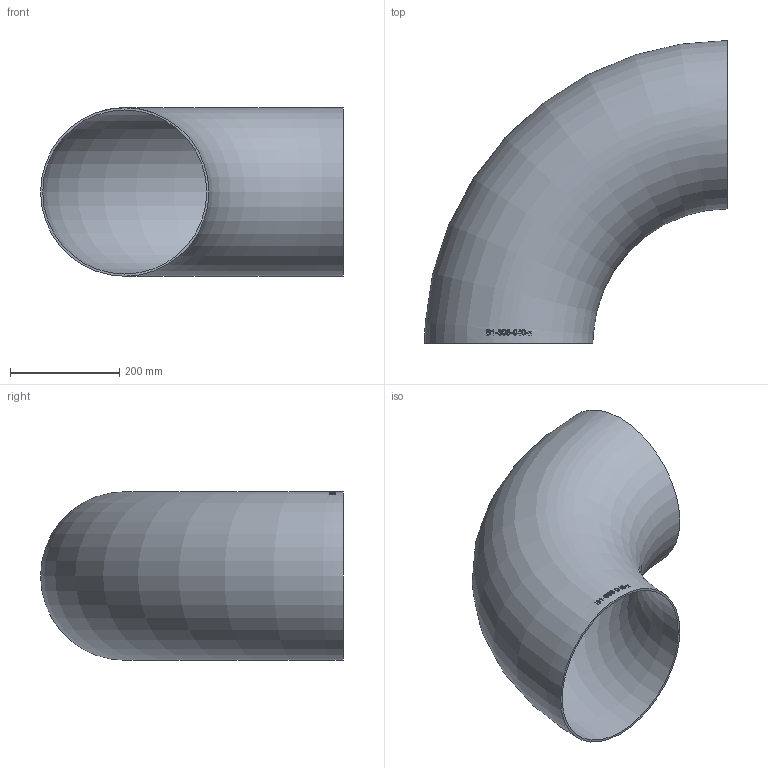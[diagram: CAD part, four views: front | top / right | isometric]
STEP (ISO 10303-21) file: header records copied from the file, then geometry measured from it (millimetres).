
FILE_DESCRIPTION (( 'STEP AP214' ), '1' );
FILE_NAME ('B1-308-040-x Bogen 2005.STEP', '2020-05-04T09:36:05', ( '' ), ( '' ), 'SwSTEP 2.0', 'SolidWorks 2019', '' );
FILE_SCHEMA (( 'AUTOMOTIVE_DESIGN' ));
Length unit declared in the file: millimetre
Products named in the file (1): B1-308-040-x Bogen 2005
Bounding box: 554 x 554 x 308 mm (x, y, z)
Volume: 2400275.9 mm3; surface area: 1207798.5 mm2
Topology: 1 solids, 1 shells, 146 faces, 376 edges, 251 vertices
Faces by surface type: bspline 122, torus 22, plane 2
Entity records: 26497 total; most frequent: CARTESIAN_POINT 22528, ORIENTED_EDGE 740, EDGE_CURVE 370, B_SPLINE_CURVE_WITH_KNOTS 361, VERTEX_POINT 248, EDGE_LOOP 170, FACE_OUTER_BOUND 148, ADVANCED_FACE 146
